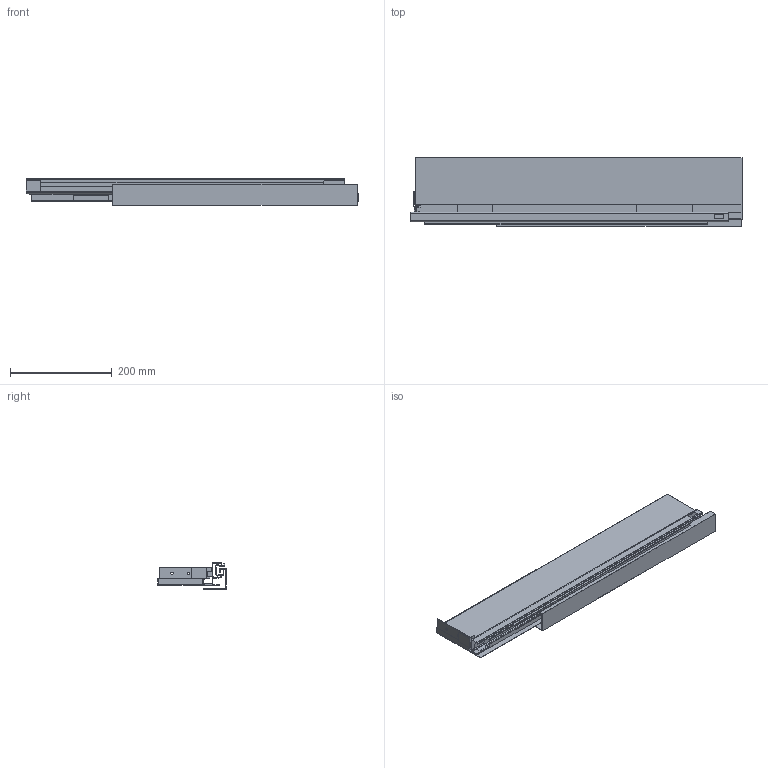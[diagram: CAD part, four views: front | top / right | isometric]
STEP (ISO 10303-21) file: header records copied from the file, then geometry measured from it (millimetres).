
FILE_DESCRIPTION (( 'STEP AP214' ), '1' );
FILE_NAME ('F000196,F000230-CLOSED_RIGHT_3D.step', '2022-10-10T14:39:06', ( '' ), ( '' ), 'SwSTEP 2.0', 'SolidWorks 2020', '' );
FILE_SCHEMA (( 'AUTOMOTIVE_DESIGN' ));
Length unit declared in the file: millimetre
Products named in the file (6): RiexTrack Bocnice-650-H121-PRAVA; RiexTrack-650-VNEJSI-PRAVY; NU70,NU80-650-STREDNI; NU70,NU80-650-VNITRNI_PRAVY; F000196,F000230-CLOSED_RIGHT_3D; RiexTrack-650_CLOSED_RIGHT_3D
Assembly tree (5 placements, depth 3):
  F000196,F000230-CLOSED_RIGHT_3D
    RiexTrack-650_CLOSED_RIGHT_3D
      RiexTrack-650-VNEJSI-PRAVY
      NU70,NU80-650-STREDNI
      NU70,NU80-650-VNITRNI_PRAVY
    RiexTrack Bocnice-650-H121-PRAVA
Bounding box: 651.5 x 134.5 x 51.7 mm (x, y, z)
Volume: 317264.6 mm3; surface area: 594702.1 mm2
Topology: 8 solids, 8 shells, 346 faces, 897 edges, 568 vertices
Faces by surface type: plane 158, cylinder 106, cone 82
Entity records: 10961 total; most frequent: DIRECTION 1907, CARTESIAN_POINT 1820, ORIENTED_EDGE 1794, EDGE_CURVE 897, AXIS2_PLACEMENT_3D 655, LINE 597, VECTOR 597, VERTEX_POINT 568
